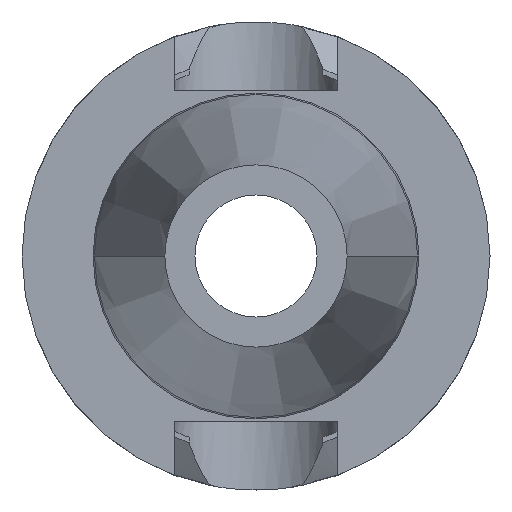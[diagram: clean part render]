
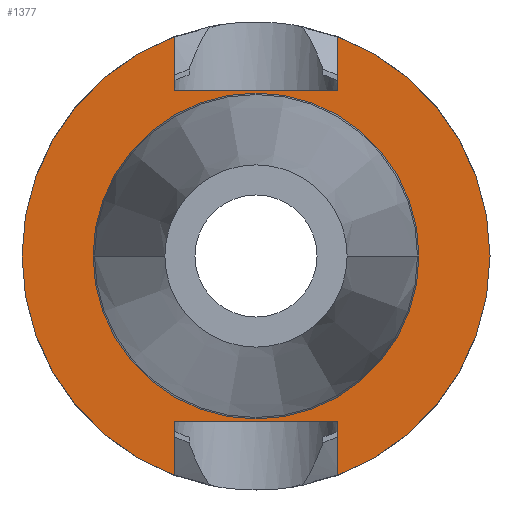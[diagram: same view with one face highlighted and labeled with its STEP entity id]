
A CAD part, left-side view. The second image highlights one B-rep face of the part: STEP entity #1377.
In plain terms, the highlighted planar face has unit normal (-1, 0, 0).
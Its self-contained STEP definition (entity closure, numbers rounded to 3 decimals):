
#354=CARTESIAN_POINT('',(2.,0.,0.));
#355=DIRECTION('',(-1.,0.,0.));
#356=DIRECTION('',(0.,0.35,0.937));
#357=AXIS2_PLACEMENT_3D('',#354,#355,#356);
#369=CARTESIAN_POINT('',(2.,0.,0.));
#370=DIRECTION('',(-1.,0.,0.));
#371=DIRECTION('',(0.,-0.35,-0.937));
#372=AXIS2_PLACEMENT_3D('',#369,#370,#371);
#392=DIRECTION('',(0.,1.,0.));
#393=VECTOR('',#392,16.1);
#394=CARTESIAN_POINT('',(2.,-8.05,-16.3));
#395=LINE('',#394,#393);
#399=DIRECTION('',(0.,0.,1.));
#400=VECTOR('',#399,5.245);
#401=CARTESIAN_POINT('',(2.,8.05,-21.545));
#402=LINE('',#401,#400);
#406=DIRECTION('',(0.,0.,-1.));
#407=VECTOR('',#406,5.245);
#408=CARTESIAN_POINT('',(2.,8.05,21.545));
#409=LINE('',#408,#407);
#413=DIRECTION('',(0.,1.,0.));
#414=VECTOR('',#413,16.1);
#415=CARTESIAN_POINT('',(2.,-8.05,16.3));
#416=LINE('',#415,#414);
#420=DIRECTION('',(0.,0.,-1.));
#421=VECTOR('',#420,5.245);
#422=CARTESIAN_POINT('',(2.,-8.05,21.545));
#423=LINE('',#422,#421);
#427=DIRECTION('',(0.,0.,1.));
#428=VECTOR('',#427,5.245);
#429=CARTESIAN_POINT('',(2.,-8.05,-21.545));
#430=LINE('',#429,#428);
#448=CARTESIAN_POINT('',(2.,0.,0.));
#449=DIRECTION('',(-1.,0.,0.));
#450=DIRECTION('',(0.,1.,0.));
#451=AXIS2_PLACEMENT_3D('',#448,#449,#450);
#456=CARTESIAN_POINT('',(2.,0.,0.));
#457=DIRECTION('',(1.,0.,0.));
#458=DIRECTION('',(0.,1.,0.));
#459=AXIS2_PLACEMENT_3D('',#456,#457,#458);
#980=CARTESIAN_POINT('',(2.,15.898,0.));
#982=VERTEX_POINT('',#980);
#990=CARTESIAN_POINT('',(2.,-15.898,0.));
#992=VERTEX_POINT('',#990);
#1020=CARTESIAN_POINT('',(2.,8.05,21.545));
#1021=VERTEX_POINT('',#1020);
#1022=CARTESIAN_POINT('',(2.,-8.05,21.545));
#1023=VERTEX_POINT('',#1022);
#1024=CARTESIAN_POINT('',(2.,-8.05,16.3));
#1025=CARTESIAN_POINT('',(2.,8.05,16.3));
#1026=VERTEX_POINT('',#1024);
#1027=VERTEX_POINT('',#1025);
#1040=CARTESIAN_POINT('',(2.,8.05,-21.545));
#1041=VERTEX_POINT('',#1040);
#1042=CARTESIAN_POINT('',(2.,-8.05,-21.545));
#1043=VERTEX_POINT('',#1042);
#1044=CARTESIAN_POINT('',(2.,-8.05,-16.3));
#1045=CARTESIAN_POINT('',(2.,8.05,-16.3));
#1046=VERTEX_POINT('',#1044);
#1047=VERTEX_POINT('',#1045);
#1352=CARTESIAN_POINT('',(2.,0.,0.));
#1353=DIRECTION('',(1.,0.,0.));
#1354=DIRECTION('',(0.,-1.,0.));
#1355=AXIS2_PLACEMENT_3D('',#1352,#1353,#1354);
#1356=PLANE('',#1355);
#1358=ORIENTED_EDGE('',*,*,#1357,.T.);
#1359=ORIENTED_EDGE('',*,*,#1315,.F.);
#1360=ORIENTED_EDGE('',*,*,#1332,.F.);
#1361=ORIENTED_EDGE('',*,*,#1263,.T.);
#1363=ORIENTED_EDGE('',*,*,#1362,.F.);
#1365=ORIENTED_EDGE('',*,*,#1364,.F.);
#1366=ORIENTED_EDGE('',*,*,#1344,.F.);
#1368=ORIENTED_EDGE('',*,*,#1367,.T.);
#1369=EDGE_LOOP('',(#1358,#1359,#1360,#1361,#1363,#1365,#1366,#1368));
#1370=FACE_OUTER_BOUND('',#1369,.F.);
#1372=ORIENTED_EDGE('',*,*,#1371,.T.);
#1374=ORIENTED_EDGE('',*,*,#1373,.F.);
#1375=EDGE_LOOP('',(#1372,#1374));
#1376=FACE_BOUND('',#1375,.F.);
#358=CIRCLE('',#357,23.);
#373=CIRCLE('',#372,23.);
#452=CIRCLE('',#451,15.898);
#460=CIRCLE('',#459,15.898);
#1263=EDGE_CURVE('',#1021,#1027,#409,.T.);
#1315=EDGE_CURVE('',#1041,#1047,#402,.T.);
#1332=EDGE_CURVE('',#1021,#1041,#358,.T.);
#1344=EDGE_CURVE('',#1043,#1023,#373,.T.);
#1357=EDGE_CURVE('',#1046,#1047,#395,.T.);
#1362=EDGE_CURVE('',#1026,#1027,#416,.T.);
#1364=EDGE_CURVE('',#1023,#1026,#423,.T.);
#1367=EDGE_CURVE('',#1043,#1046,#430,.T.);
#1371=EDGE_CURVE('',#982,#992,#452,.T.);
#1373=EDGE_CURVE('',#982,#992,#460,.T.);
#1377=ADVANCED_FACE('',(#1370,#1376),#1356,.F.);
